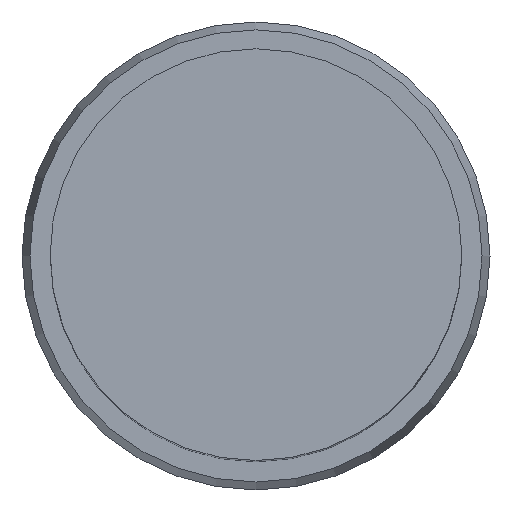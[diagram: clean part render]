
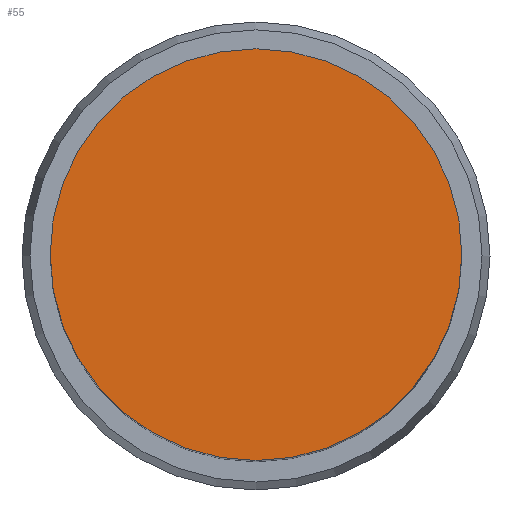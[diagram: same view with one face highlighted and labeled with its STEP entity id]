
A CAD part, top view. The second image highlights one B-rep face of the part: STEP entity #55.
In plain terms, the highlighted planar face has unit normal (0, 0, 1).
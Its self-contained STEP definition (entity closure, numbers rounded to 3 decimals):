
#47=EDGE_CURVE('Unnamed[1]',#99,#99,#100,.T.);
#55=ADVANCED_FACE('Unnamed[1]',(#111),#112,.T.);
#99=VERTEX_POINT('',#155);
#100=CIRCLE('',#156,21.0);
#111=FACE_OUTER_BOUND('',#170,.T.);
#112=PLANE('',#171);
#155=CARTESIAN_POINT('',(0.,21.0,78.5));
#156=AXIS2_PLACEMENT_3D('',#208,#209,#210);
#170=EDGE_LOOP('',(#221));
#171=AXIS2_PLACEMENT_3D('',#222,#223,#224);
#208=CARTESIAN_POINT('',(0.,0.,78.5));
#209=DIRECTION('',(0.,0.,-1.0));
#210=DIRECTION('',(0.,1.0,0.));
#221=ORIENTED_EDGE('',*,*,#47,.F.);
#222=CARTESIAN_POINT('',(0.,10.5,78.5));
#223=DIRECTION('',(0.,0.,1.0));
#224=DIRECTION('',(0.,-1.0,0.));
